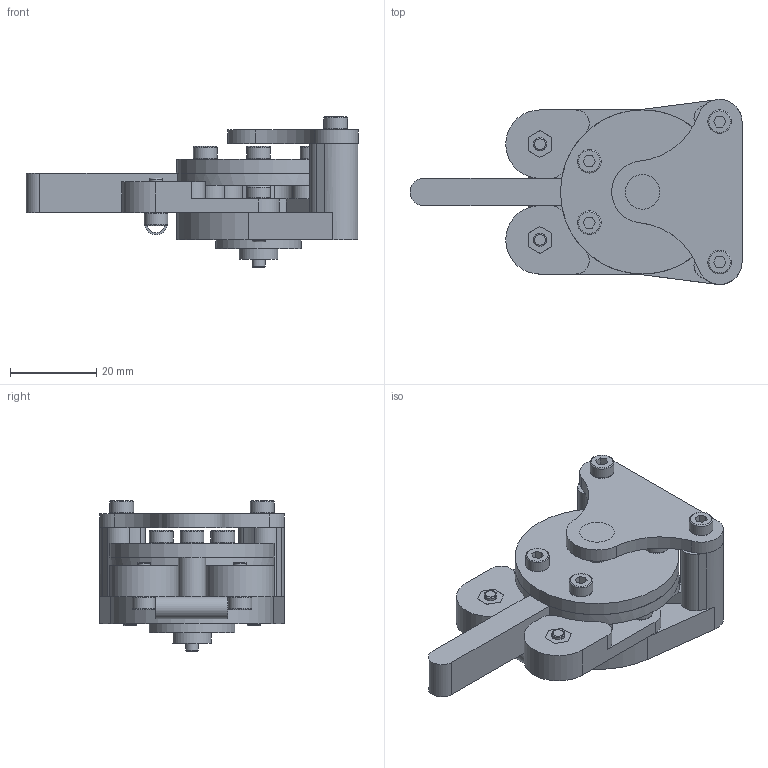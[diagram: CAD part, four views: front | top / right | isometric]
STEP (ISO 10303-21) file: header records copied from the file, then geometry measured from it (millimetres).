
FILE_DESCRIPTION(/* description */ (''),/* implementation_level */ '2;1');
FILE_NAME(/* name */ 'Series Elastic Actuator Horn.step',/* time_stamp */ '2022-01-03T19:58:07-05:00',/* author */ (''),/* organization */ (''),/* preprocessor_version */ 'ST-DEVELOPER v18.1',/* originating_system */ 'Autodesk Translation Framework v10.10.0.1391',/* authorisation */ '');
FILE_SCHEMA (('AUTOMOTIVE_DESIGN { 1 0 10303 214 3 1 1 }'));
Length unit declared in the file: inch
Products named in the file (16): Actuator Horn; non 3D printed components; 8mm x 16mm x 5mm bearing; 25T Disc Servo Horn; 25T disc servo horn_1; m3 lock nuts ; 6mm threaded inserts; 8mm x 3mm magnet; 6mm x 3mm magnets; 13/64" x 13/16" spring; m3 screws; 8mm; 10mm; 25 mm; 6mm; 3D printed components
Assembly tree (15 placements, depth 4):
  Actuator Horn
    non 3D printed components
      8mm x 16mm x 5mm bearing
      25T Disc Servo Horn
        25T disc servo horn_1
      m3 lock nuts 
      6mm threaded inserts
      8mm x 3mm magnet
      6mm x 3mm magnets
      13/64" x 13/16" spring
      m3 screws
        8mm
        10mm
        25 mm
        6mm
    3D printed components
Bounding box: 77.05 x 42.91 x 34.85 mm (x, y, z)
Volume: 32162.4 mm3; surface area: 26587.6 mm2
Topology: 41 solids, 41 shells, 525 faces, 1166 edges, 775 vertices
Faces by surface type: plane 332, cylinder 157, torus 35, cone 1
Full cylindrical faces by diameter (mm): 3 x30, 3.5 x20, 3.9 x6, 4.159 x1, 4.4 x6, 4.9 x12, 5.159 x1, 5.5 x12, 5.9 x1, 6 x4, 8 x4, 9 x2, 10.5 x2, 13.5 x2, 16 x2, 20 x1, 38.1 x1
Entity records: 15294 total; most frequent: DIRECTION 2708, CARTESIAN_POINT 2501, ORIENTED_EDGE 2336, EDGE_CURVE 1168, AXIS2_PLACEMENT_3D 984, VERTEX_POINT 777, LINE 740, VECTOR 740
